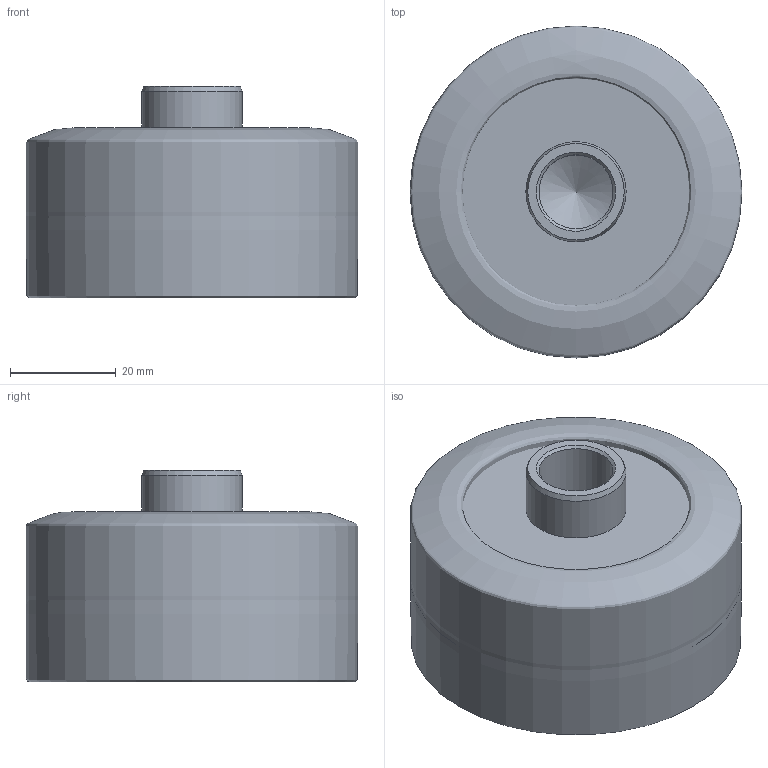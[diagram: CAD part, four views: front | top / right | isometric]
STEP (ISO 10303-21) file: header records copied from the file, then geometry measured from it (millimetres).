
FILE_DESCRIPTION(/* description */ (''),/* implementation_level */ '2;1');
FILE_NAME(/* name */ 'R220.69-RE063-029-XO16.5A_Basic.stp',/* time_stamp */ '2021-04-29T18:09:12+06:00',/* author */ (''),/* organization */ (''),/* preprocessor_version */ 'ST-DEVELOPER v16.7',/* originating_system */ 'SIEMENS PLM Software NX 12.0',/* authorisation */ '');
FILE_SCHEMA (('AUTOMOTIVE_DESIGN { 1 0 10303 214 3 1 1 1 }'));
Length unit declared in the file: millimetre
Products named in the file (4): CUT; NOCUT; ASSEMBLY_CONSTRUCTION; inpu07B4B469bdnp
Assembly tree (3 placements, depth 2):
  inpu07B4B469bdnp
    ASSEMBLY_CONSTRUCTION
    NOCUT
    CUT
Bounding box: 62.86 x 62.86 x 40.12 mm (x, y, z)
Volume: 132855.1 mm3; surface area: 29997.1 mm2
Topology: 3 solids, 3 shells, 29 faces, 63 edges, 57 vertices
Faces by surface type: cone 10, torus 9, plane 5, cylinder 3, revolution 2
Full cylindrical faces by diameter (mm): 14 x1, 18.986 x1, 45.9 x1
Entity records: 1245 total; most frequent: CARTESIAN_POINT 446, DIRECTION 150, AXIS2_PLACEMENT_3D 74, FACE_BOUND 54, EDGE_LOOP 52, ORIENTED_EDGE 52, STYLED_ITEM 40, PRESENTATION_STYLE_ASSIGNMENT 40
